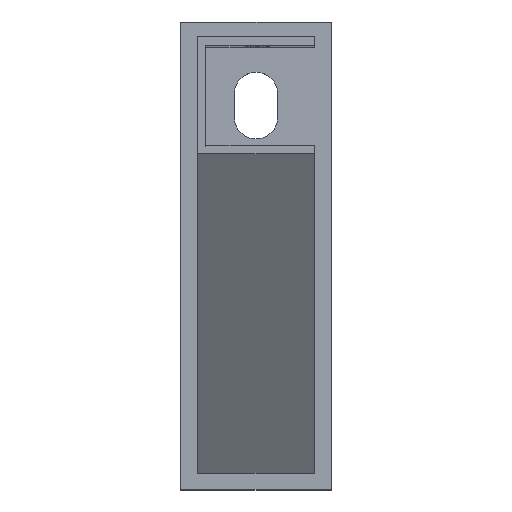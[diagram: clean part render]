
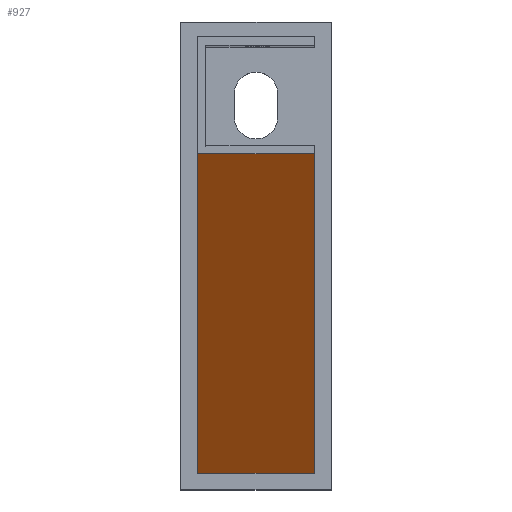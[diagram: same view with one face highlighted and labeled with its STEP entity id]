
A CAD part, top view. The second image highlights one B-rep face of the part: STEP entity #927.
In plain terms, the highlighted planar face has unit normal (0, -0.961, 0.277).
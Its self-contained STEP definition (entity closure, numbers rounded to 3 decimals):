
#31 = LINE ( 'NONE', #1177, #1765 ) ;
#149 = EDGE_LOOP ( 'NONE', ( #239, #2246, #1855, #2266 ) ) ;
#197 = CARTESIAN_POINT ( 'NONE',  ( 40., 100., 336. ) ) ;
#225 = CARTESIAN_POINT ( 'NONE',  ( 0., 3.022, -0.87 ) ) ;
#239 = ORIENTED_EDGE ( 'NONE', *, *, #736, .T. ) ;
#449 = CARTESIAN_POINT ( 'NONE',  ( 5., 100., 336. ) ) ;
#456 = EDGE_CURVE ( 'NONE', #1109, #2220, #680, .T. ) ;
#526 = CARTESIAN_POINT ( 'NONE',  ( 40., 100., 336. ) ) ;
#539 = CARTESIAN_POINT ( 'NONE',  ( 5., 5., 6. ) ) ;
#566 = VERTEX_POINT ( 'NONE', #539 ) ;
#680 = LINE ( 'NONE', #526, #1006 ) ;
#736 = EDGE_CURVE ( 'NONE', #1109, #566, #1988, .T. ) ;
#858 = CARTESIAN_POINT ( 'NONE',  ( 5., 100., 336. ) ) ;
#919 = DIRECTION ( 'NONE',  ( 0., -0.277, -0.961 ) ) ;
#927 = ADVANCED_FACE ( 'NONE', ( #1494 ), #1140, .T. ) ;
#950 = DIRECTION ( 'NONE',  ( 0., -0.961, 0.277 ) ) ;
#1006 = VECTOR ( 'NONE', #1261, 1000. ) ;
#1109 = VERTEX_POINT ( 'NONE', #449 ) ;
#1140 = PLANE ( 'NONE',  #2258 ) ;
#1177 = CARTESIAN_POINT ( 'NONE',  ( 5., 5., 6. ) ) ;
#1261 = DIRECTION ( 'NONE',  ( 1., 0., 0. ) ) ;
#1330 = VECTOR ( 'NONE', #2132, 1000. ) ;
#1400 = EDGE_CURVE ( 'NONE', #566, #2210, #31, .T. ) ;
#1494 = FACE_OUTER_BOUND ( 'NONE', #149, .T. ) ;
#1675 = EDGE_CURVE ( 'NONE', #2220, #2210, #2008, .T. ) ;
#1678 = DIRECTION ( 'NONE',  ( 0., -0.277, -0.961 ) ) ;
#1765 = VECTOR ( 'NONE', #1886, 1000. ) ;
#1855 = ORIENTED_EDGE ( 'NONE', *, *, #1675, .F. ) ;
#1886 = DIRECTION ( 'NONE',  ( 1., 0., 0. ) ) ;
#1988 = LINE ( 'NONE', #858, #1330 ) ;
#2008 = LINE ( 'NONE', #197, #2147 ) ;
#2078 = CARTESIAN_POINT ( 'NONE',  ( 40., 5., 6. ) ) ;
#2132 = DIRECTION ( 'NONE',  ( 0., -0.277, -0.961 ) ) ;
#2147 = VECTOR ( 'NONE', #919, 1000. ) ;
#2210 = VERTEX_POINT ( 'NONE', #2078 ) ;
#2220 = VERTEX_POINT ( 'NONE', #2275 ) ;
#2246 = ORIENTED_EDGE ( 'NONE', *, *, #1400, .T. ) ;
#2258 = AXIS2_PLACEMENT_3D ( 'NONE', #225, #950, #1678 ) ;
#2266 = ORIENTED_EDGE ( 'NONE', *, *, #456, .F. ) ;
#2275 = CARTESIAN_POINT ( 'NONE',  ( 40., 100., 336. ) ) ;
